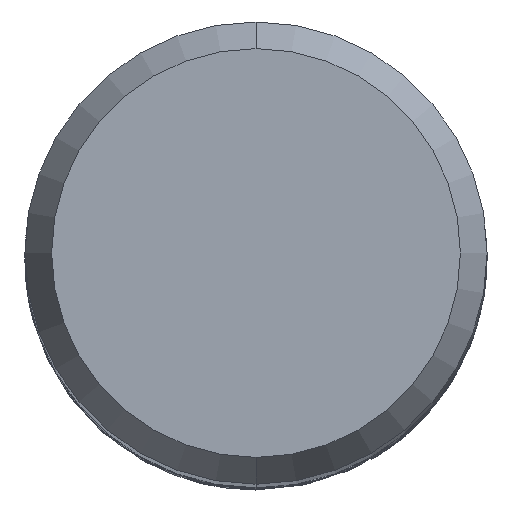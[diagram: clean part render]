
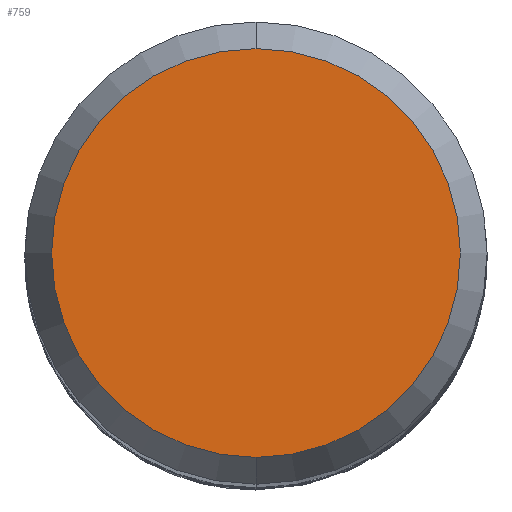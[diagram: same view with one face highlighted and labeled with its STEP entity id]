
A CAD part, top view. The second image highlights one B-rep face of the part: STEP entity #759.
In plain terms, the highlighted planar face has unit normal (0, 0, 1).
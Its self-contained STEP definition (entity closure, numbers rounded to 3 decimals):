
#535=EDGE_CURVE('',#593,#1163,#1525,.T.);
#593=VERTEX_POINT('',#1589);
#595=EDGE_CURVE('',#1163,#593,#1591,.T.);
#759=ADVANCED_FACE('',(#1773),#1774,.T.);
#1163=VERTEX_POINT('',#2207);
#1525=CIRCLE('',#2611,4.423);
#1589=CARTESIAN_POINT('',(0.,-4.423,0.0));
#1591=CIRCLE('',#3512,4.423);
#1773=FACE_OUTER_BOUND('',#5991,.T.);
#1774=PLANE('',#5992);
#2207=CARTESIAN_POINT('',(0.0,4.423,0.0));
#2611=AXIS2_PLACEMENT_3D('',#18272,#18273,#18274);
#3512=AXIS2_PLACEMENT_3D('',#18347,#18348,#18349);
#5991=EDGE_LOOP('',(#18569,#18570));
#5992=AXIS2_PLACEMENT_3D('',#18571,#18572,#18573);
#18272=CARTESIAN_POINT('',(0.0,0.0,0.0));
#18273=DIRECTION('',(0.0,0.0,-1.0));
#18274=DIRECTION('',(0.0,1.0,0.0));
#18347=CARTESIAN_POINT('',(0.0,0.0,0.0));
#18348=DIRECTION('',(0.0,0.0,-1.0));
#18349=DIRECTION('',(0.0,1.0,0.0));
#18569=ORIENTED_EDGE('',*,*,#595,.F.);
#18570=ORIENTED_EDGE('',*,*,#535,.F.);
#18571=CARTESIAN_POINT('',(0.0,2.211,0.0));
#18572=DIRECTION('',(-0.0,0.0,1.0));
#18573=DIRECTION('',(0.0,-1.0,0.0));
